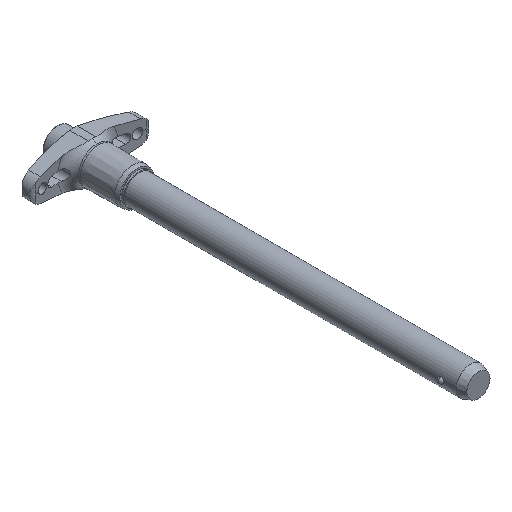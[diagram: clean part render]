
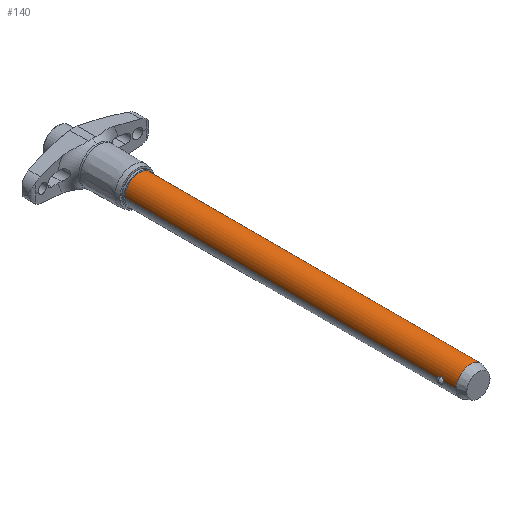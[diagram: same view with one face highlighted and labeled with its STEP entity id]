
A CAD part, isometric view. The second image highlights one B-rep face of the part: STEP entity #140.
In plain terms, the highlighted cylindrical face has radius 7.144 mm (diameter 14.287 mm), a partial arc.
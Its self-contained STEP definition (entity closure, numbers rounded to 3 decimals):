
#140=ADVANCED_FACE('',(#321),#322,.T.);
#321=FACE_OUTER_BOUND('',#544,.T.);
#322=CYLINDRICAL_SURFACE('',#545,7.144);
#544=EDGE_LOOP('',(#901,#902,#903,#904,#905,#906,#907,#908,#909,#910));
#545=AXIS2_PLACEMENT_3D('',#911,#912,#913);
#901=ORIENTED_EDGE('',*,*,#1485,.T.);
#902=ORIENTED_EDGE('',*,*,#1486,.T.);
#903=ORIENTED_EDGE('',*,*,#1472,.T.);
#904=ORIENTED_EDGE('',*,*,#1487,.T.);
#905=ORIENTED_EDGE('',*,*,#1488,.F.);
#906=ORIENTED_EDGE('',*,*,#1489,.T.);
#907=ORIENTED_EDGE('',*,*,#1490,.T.);
#908=ORIENTED_EDGE('',*,*,#1491,.T.);
#909=ORIENTED_EDGE('',*,*,#1492,.T.);
#910=ORIENTED_EDGE('',*,*,#1493,.T.);
#911=CARTESIAN_POINT('',(0.0,-83.947,0.0));
#912=DIRECTION('',(-0.0,1.0,0.0));
#913=DIRECTION('',(1.0,0.0,0.0));
#1472=EDGE_CURVE('',#1814,#1816,#1818,.T.);
#1485=EDGE_CURVE('',#1835,#1836,#1837,.T.);
#1486=EDGE_CURVE('',#1836,#1814,#1838,.T.);
#1487=EDGE_CURVE('',#1816,#1839,#1840,.T.);
#1488=EDGE_CURVE('',#1841,#1839,#1842,.T.);
#1489=EDGE_CURVE('',#1841,#1843,#1844,.T.);
#1490=EDGE_CURVE('',#1843,#1845,#1846,.T.);
#1491=EDGE_CURVE('',#1845,#1847,#1848,.T.);
#1492=EDGE_CURVE('',#1847,#1849,#1850,.T.);
#1493=EDGE_CURVE('',#1849,#1835,#1851,.T.);
#1814=VERTEX_POINT('',#2938);
#1816=VERTEX_POINT('',#2940);
#1818=B_SPLINE_CURVE_WITH_KNOTS('',3,(#2955,#2956,#2957,#2958,#2959,#2960,#2961,#2962,#2963,#2964,#2965,#2966,#2967,#2968),.UNSPECIFIED.,.F.,.F.,(4,2,2,2,2,2,4),(4.475,4.989,5.503,5.733,5.962,6.338,6.713),.UNSPECIFIED.);
#1835=VERTEX_POINT('',#3021);
#1836=VERTEX_POINT('',#3022);
#1837=LINE('',#3023,#3024);
#1838=B_SPLINE_CURVE_WITH_KNOTS('',3,(#3025,#3026,#3027,#3028,#3029,#3030,#3031,#3032,#3033,#3034,#3035,#3036,#3037,#3038),.UNSPECIFIED.,.F.,.F.,(4,2,2,2,2,2,4),(2.238,2.613,2.988,3.218,3.448,3.961,4.475),.UNSPECIFIED.);
#1839=VERTEX_POINT('',#3039);
#1840=LINE('',#3040,#3041);
#1841=VERTEX_POINT('',#3042);
#1842=CIRCLE('',#3043,7.144);
#1843=VERTEX_POINT('',#3044);
#1844=LINE('',#3045,#3046);
#1845=VERTEX_POINT('',#3047);
#1846=B_SPLINE_CURVE_WITH_KNOTS('',3,(#3048,#3049,#3050,#3051,#3052,#3053,#3054,#3055,#3056,#3057,#3058,#3059,#3060,#3061),.UNSPECIFIED.,.F.,.F.,(4,2,2,2,2,2,4),(6.713,7.088,7.463,7.693,7.923,8.436,8.95),.UNSPECIFIED.);
#1847=VERTEX_POINT('',#3062);
#1848=B_SPLINE_CURVE_WITH_KNOTS('',3,(#3063,#3064,#3065,#3066,#3067,#3068,#3069,#3070,#3071,#3072,#3073,#3074,#3075,#3076),.UNSPECIFIED.,.F.,.F.,(4,2,2,2,2,2,4),(0.0,0.514,1.028,1.257,1.487,1.862,2.238),.UNSPECIFIED.);
#1849=VERTEX_POINT('',#3077);
#1850=LINE('',#3078,#3079);
#1851=CIRCLE('',#3080,7.144);
#2938=CARTESIAN_POINT('',(6.985,-156.428,1.5));
#2940=CARTESIAN_POINT('',(7.144,-154.94,0.));
#2955=CARTESIAN_POINT('',(6.985,-156.428,1.5));
#2956=CARTESIAN_POINT('',(6.985,-156.257,1.5));
#2957=CARTESIAN_POINT('',(6.991,-156.074,1.469));
#2958=CARTESIAN_POINT('',(7.017,-155.733,1.34));
#2959=CARTESIAN_POINT('',(7.036,-155.575,1.243));
#2960=CARTESIAN_POINT('',(7.062,-155.39,1.08));
#2961=CARTESIAN_POINT('',(7.071,-155.331,1.02));
#2962=CARTESIAN_POINT('',(7.088,-155.226,0.891));
#2963=CARTESIAN_POINT('',(7.097,-155.179,0.822));
#2964=CARTESIAN_POINT('',(7.115,-155.079,0.648));
#2965=CARTESIAN_POINT('',(7.126,-155.026,0.522));
#2966=CARTESIAN_POINT('',(7.14,-154.956,0.261));
#2967=CARTESIAN_POINT('',(7.144,-154.94,0.125));
#2968=CARTESIAN_POINT('',(7.144,-154.94,0.));
#3021=CARTESIAN_POINT('',(7.144,-164.008,0.0));
#3022=CARTESIAN_POINT('',(7.144,-157.917,0.));
#3023=CARTESIAN_POINT('',(7.144,-83.947,0.));
#3024=VECTOR('',#4038,1.0);
#3025=CARTESIAN_POINT('',(7.144,-157.917,0.));
#3026=CARTESIAN_POINT('',(7.144,-157.917,0.125));
#3027=CARTESIAN_POINT('',(7.14,-157.901,0.261));
#3028=CARTESIAN_POINT('',(7.126,-157.831,0.522));
#3029=CARTESIAN_POINT('',(7.115,-157.778,0.648));
#3030=CARTESIAN_POINT('',(7.097,-157.678,0.822));
#3031=CARTESIAN_POINT('',(7.088,-157.631,0.891));
#3032=CARTESIAN_POINT('',(7.071,-157.526,1.02));
#3033=CARTESIAN_POINT('',(7.062,-157.467,1.08));
#3034=CARTESIAN_POINT('',(7.036,-157.282,1.243));
#3035=CARTESIAN_POINT('',(7.017,-157.124,1.34));
#3036=CARTESIAN_POINT('',(6.991,-156.783,1.469));
#3037=CARTESIAN_POINT('',(6.985,-156.6,1.5));
#3038=CARTESIAN_POINT('',(6.985,-156.428,1.5));
#3039=CARTESIAN_POINT('',(7.144,0.0,0.0));
#3040=CARTESIAN_POINT('',(7.144,-83.947,0.));
#3041=VECTOR('',#4039,1.0);
#3042=CARTESIAN_POINT('',(-7.144,0.0,0.));
#3043=AXIS2_PLACEMENT_3D('',#4040,#4041,#4042);
#3044=CARTESIAN_POINT('',(-7.144,-154.94,0.));
#3045=CARTESIAN_POINT('',(-7.144,-83.947,0.));
#3046=VECTOR('',#4043,1.0);
#3047=CARTESIAN_POINT('',(-6.985,-156.428,1.5));
#3048=CARTESIAN_POINT('',(-7.144,-154.94,0.));
#3049=CARTESIAN_POINT('',(-7.144,-154.94,0.125));
#3050=CARTESIAN_POINT('',(-7.14,-154.956,0.261));
#3051=CARTESIAN_POINT('',(-7.126,-155.026,0.522));
#3052=CARTESIAN_POINT('',(-7.115,-155.079,0.648));
#3053=CARTESIAN_POINT('',(-7.097,-155.179,0.822));
#3054=CARTESIAN_POINT('',(-7.088,-155.226,0.891));
#3055=CARTESIAN_POINT('',(-7.071,-155.331,1.02));
#3056=CARTESIAN_POINT('',(-7.062,-155.39,1.08));
#3057=CARTESIAN_POINT('',(-7.036,-155.575,1.243));
#3058=CARTESIAN_POINT('',(-7.017,-155.733,1.34));
#3059=CARTESIAN_POINT('',(-6.991,-156.074,1.469));
#3060=CARTESIAN_POINT('',(-6.985,-156.257,1.5));
#3061=CARTESIAN_POINT('',(-6.985,-156.428,1.5));
#3062=CARTESIAN_POINT('',(-7.144,-157.917,0.));
#3063=CARTESIAN_POINT('',(-6.985,-156.428,1.5));
#3064=CARTESIAN_POINT('',(-6.985,-156.6,1.5));
#3065=CARTESIAN_POINT('',(-6.991,-156.783,1.469));
#3066=CARTESIAN_POINT('',(-7.017,-157.124,1.34));
#3067=CARTESIAN_POINT('',(-7.036,-157.282,1.243));
#3068=CARTESIAN_POINT('',(-7.062,-157.467,1.08));
#3069=CARTESIAN_POINT('',(-7.071,-157.526,1.02));
#3070=CARTESIAN_POINT('',(-7.088,-157.631,0.891));
#3071=CARTESIAN_POINT('',(-7.097,-157.678,0.822));
#3072=CARTESIAN_POINT('',(-7.115,-157.778,0.648));
#3073=CARTESIAN_POINT('',(-7.126,-157.831,0.522));
#3074=CARTESIAN_POINT('',(-7.14,-157.901,0.261));
#3075=CARTESIAN_POINT('',(-7.144,-157.917,0.125));
#3076=CARTESIAN_POINT('',(-7.144,-157.917,0.));
#3077=CARTESIAN_POINT('',(-7.144,-164.008,0.));
#3078=CARTESIAN_POINT('',(-7.144,-83.947,0.));
#3079=VECTOR('',#4044,1.0);
#3080=AXIS2_PLACEMENT_3D('',#4045,#4046,#4047);
#4038=DIRECTION('',(0.0,1.0,0.0));
#4039=DIRECTION('',(0.0,1.0,0.0));
#4040=CARTESIAN_POINT('',(0.0,0.0,0.0));
#4041=DIRECTION('',(-0.0,1.0,0.0));
#4042=DIRECTION('',(1.0,0.0,0.0));
#4043=DIRECTION('',(-0.0,-1.0,-0.0));
#4044=DIRECTION('',(-0.0,-1.0,-0.0));
#4045=CARTESIAN_POINT('',(0.0,-164.008,0.0));
#4046=DIRECTION('',(0.,1.0,0.0));
#4047=DIRECTION('',(1.0,0.,0.0));
